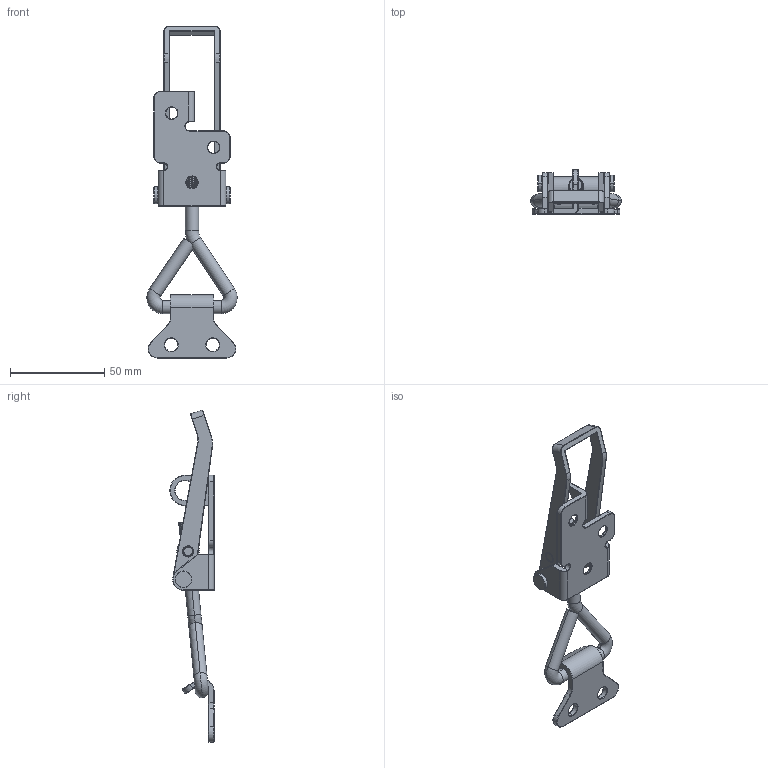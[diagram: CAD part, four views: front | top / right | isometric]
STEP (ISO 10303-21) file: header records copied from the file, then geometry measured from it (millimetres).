
FILE_DESCRIPTION (( 'STEP AP203' ), '1' );
FILE_NAME ('TS-280.STEP', '2016-08-22T07:51:44', ( '' ), ( '' ), 'SwSTEP 2.0', 'SolidWorks 2010', '' );
FILE_SCHEMA (( 'CONFIG_CONTROL_DESIGN' ));
Length unit declared in the file: millimetre
Products named in the file (7): 底板; 上座; TS-280; 手柄; 轉軸; 鎖鉤; 鉚釘
Assembly tree (7 placements, depth 2):
  TS-280
    鉚釘  x2
    上座
    鎖鉤
    轉軸
    底板
    手柄
Bounding box: 47.95 x 23.5 x 176.13 mm (x, y, z)
Volume: 26279.1 mm3; surface area: 20529.3 mm2
Topology: 7 solids, 7 shells, 467 faces, 1102 edges, 651 vertices
Faces by surface type: cylinder 221, torus 163, plane 58, bspline 19, cone 6
Entity records: 24803 total; most frequent: CARTESIAN_POINT 13733, DIRECTION 2329, ORIENTED_EDGE 2144, EDGE_CURVE 1072, AXIS2_PLACEMENT_3D 996, VERTEX_POINT 635, CIRCLE 553, EDGE_LOOP 481
